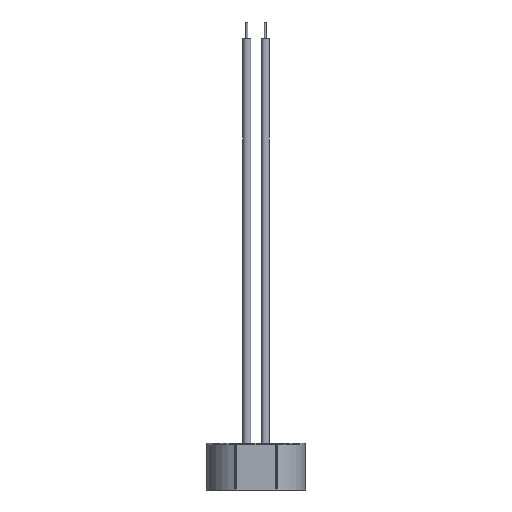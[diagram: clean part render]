
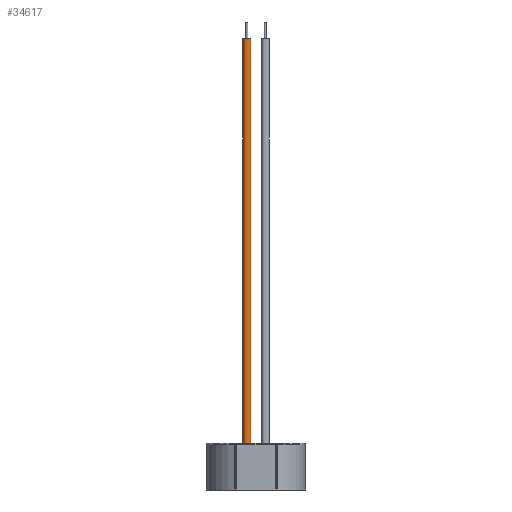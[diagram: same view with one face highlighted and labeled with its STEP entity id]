
A CAD part, front view. The second image highlights one B-rep face of the part: STEP entity #34617.
In plain terms, the highlighted cylindrical face has radius 0.991 mm (diameter 1.981 mm), a partial arc.
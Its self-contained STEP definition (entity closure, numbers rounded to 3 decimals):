
#23 = LINE ( 'NONE', #18867, #13957 ) ;
#1055 = VERTEX_POINT ( 'NONE', #21883 ) ;
#1181 = CARTESIAN_POINT ( 'NONE',  ( -2.184, -14.677, 96. ) ) ;
#4219 = EDGE_LOOP ( 'NONE', ( #6347, #28199, #15308, #32667 ) ) ;
#5717 = DIRECTION ( 'NONE',  ( 0., 0., -1. ) ) ;
#5902 = FACE_OUTER_BOUND ( 'NONE', #4219, .T. ) ;
#6210 = CARTESIAN_POINT ( 'NONE',  ( -3.175, -14.677, 0. ) ) ;
#6347 = ORIENTED_EDGE ( 'NONE', *, *, #9478, .F. ) ;
#6792 = DIRECTION ( 'NONE',  ( 0., 0., 1. ) ) ;
#7899 = DIRECTION ( 'NONE',  ( -1., 0., 0. ) ) ;
#8295 = DIRECTION ( 'NONE',  ( 1., 0., 0. ) ) ;
#8603 = CYLINDRICAL_SURFACE ( 'NONE', #25533, 0.991 ) ;
#9391 = CIRCLE ( 'NONE', #20389, 0.991 ) ;
#9478 = EDGE_CURVE ( 'NONE', #20233, #1055, #15205, .T. ) ;
#13009 = CARTESIAN_POINT ( 'NONE',  ( -1.194, -14.677, 96. ) ) ;
#13957 = VECTOR ( 'NONE', #24647, 1000. ) ;
#15183 = EDGE_CURVE ( 'NONE', #15826, #20233, #35638, .T. ) ;
#15205 = LINE ( 'NONE', #25704, #23832 ) ;
#15308 = ORIENTED_EDGE ( 'NONE', *, *, #23976, .T. ) ;
#15826 = VERTEX_POINT ( 'NONE', #27084 ) ;
#18867 = CARTESIAN_POINT ( 'NONE',  ( -3.175, -14.677, 96. ) ) ;
#20233 = VERTEX_POINT ( 'NONE', #13009 ) ;
#20389 = AXIS2_PLACEMENT_3D ( 'NONE', #24592, #22584, #8295 ) ;
#20464 = DIRECTION ( 'NONE',  ( 0., 0., -1. ) ) ;
#21883 = CARTESIAN_POINT ( 'NONE',  ( -1.194, -14.677, 0. ) ) ;
#22584 = DIRECTION ( 'NONE',  ( 0., 0., 1. ) ) ;
#23832 = VECTOR ( 'NONE', #20464, 1000. ) ;
#23976 = EDGE_CURVE ( 'NONE', #15826, #35043, #23, .T. ) ;
#24592 = CARTESIAN_POINT ( 'NONE',  ( -2.184, -14.677, 0. ) ) ;
#24647 = DIRECTION ( 'NONE',  ( 0., 0., -1. ) ) ;
#25533 = AXIS2_PLACEMENT_3D ( 'NONE', #32895, #5717, #7899 ) ;
#25704 = CARTESIAN_POINT ( 'NONE',  ( -1.194, -14.677, 96. ) ) ;
#27084 = CARTESIAN_POINT ( 'NONE',  ( -3.175, -14.677, 96. ) ) ;
#28199 = ORIENTED_EDGE ( 'NONE', *, *, #15183, .F. ) ;
#29281 = AXIS2_PLACEMENT_3D ( 'NONE', #1181, #6792, #33974 ) ;
#29703 = EDGE_CURVE ( 'NONE', #35043, #1055, #9391, .T. ) ;
#32667 = ORIENTED_EDGE ( 'NONE', *, *, #29703, .T. ) ;
#32895 = CARTESIAN_POINT ( 'NONE',  ( -2.184, -14.677, 96. ) ) ;
#33974 = DIRECTION ( 'NONE',  ( 1., 0., 0. ) ) ;
#34617 = ADVANCED_FACE ( 'NONE', ( #5902 ), #8603, .T. ) ;
#35043 = VERTEX_POINT ( 'NONE', #6210 ) ;
#35638 = CIRCLE ( 'NONE', #29281, 0.991 ) ;
